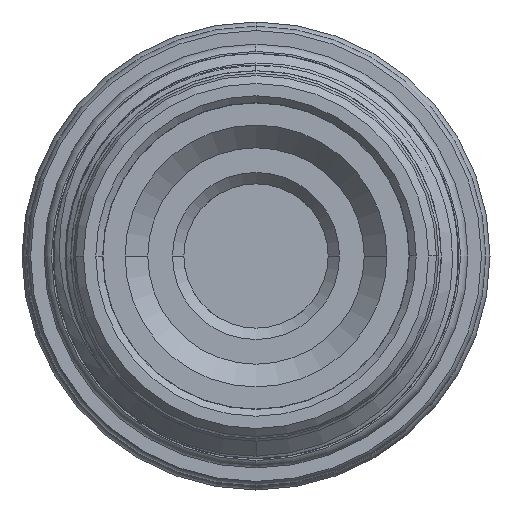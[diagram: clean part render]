
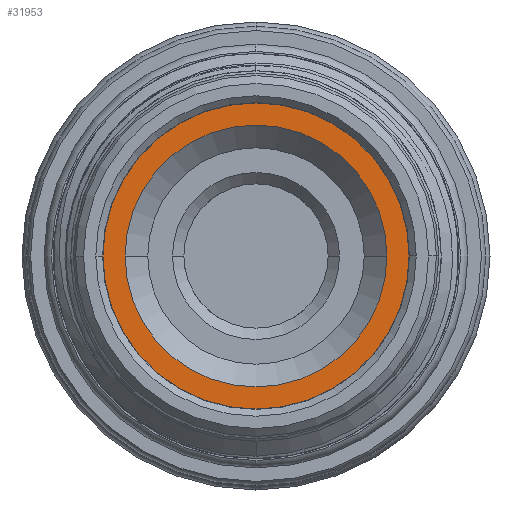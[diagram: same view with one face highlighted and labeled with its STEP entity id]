
A CAD part, left-side view. The second image highlights one B-rep face of the part: STEP entity #31953.
In plain terms, the highlighted planar face has unit normal (-1, 0, 0).
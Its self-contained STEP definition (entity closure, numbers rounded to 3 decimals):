
#822 = DIRECTION ( 'NONE',  ( 1., 0., 0. ) ) ;
#2240 = CARTESIAN_POINT ( 'NONE',  ( -29.508, 0., 0. ) ) ;
#2338 = DIRECTION ( 'NONE',  ( 1., 0., 0. ) ) ;
#2665 = DIRECTION ( 'NONE',  ( 0., -1., 0. ) ) ;
#2729 = DIRECTION ( 'NONE',  ( 0., -1., 0. ) ) ;
#3965 = AXIS2_PLACEMENT_3D ( 'NONE', #13298, #8421, #2729 ) ;
#4692 = CIRCLE ( 'NONE', #49585, 13.47 ) ;
#6409 = FACE_OUTER_BOUND ( 'NONE', #49261, .T. ) ;
#7231 = VERTEX_POINT ( 'NONE', #41887 ) ;
#7563 = EDGE_CURVE ( 'NONE', #10535, #7231, #4692, .T. ) ;
#8421 = DIRECTION ( 'NONE',  ( 1., 0., 0. ) ) ;
#9263 = ORIENTED_EDGE ( 'NONE', *, *, #19557, .T. ) ;
#9267 = EDGE_CURVE ( 'NONE', #32220, #21574, #47260, .T. ) ;
#10338 = CIRCLE ( 'NONE', #30004, 13.47 ) ;
#10535 = VERTEX_POINT ( 'NONE', #25432 ) ;
#10969 = CARTESIAN_POINT ( 'NONE',  ( -29.508, 0., 0. ) ) ;
#11956 = AXIS2_PLACEMENT_3D ( 'NONE', #2240, #37535, #2665 ) ;
#13298 = CARTESIAN_POINT ( 'NONE',  ( -29.508, 0., 0. ) ) ;
#17770 = DIRECTION ( 'NONE',  ( 1., 0., 0. ) ) ;
#19557 = EDGE_CURVE ( 'NONE', #21574, #32220, #25978, .T. ) ;
#19856 = FACE_BOUND ( 'NONE', #22154, .T. ) ;
#21574 = VERTEX_POINT ( 'NONE', #50443 ) ;
#22154 = EDGE_LOOP ( 'NONE', ( #49056, #9263 ) ) ;
#25432 = CARTESIAN_POINT ( 'NONE',  ( -29.508, 13.47, 0. ) ) ;
#25978 = CIRCLE ( 'NONE', #11956, 11.525 ) ;
#25992 = DIRECTION ( 'NONE',  ( 0., -1., 0. ) ) ;
#27426 = ORIENTED_EDGE ( 'NONE', *, *, #31954, .F. ) ;
#28020 = ORIENTED_EDGE ( 'NONE', *, *, #7563, .F. ) ;
#30004 = AXIS2_PLACEMENT_3D ( 'NONE', #62323, #17770, #57456 ) ;
#31953 = ADVANCED_FACE ( 'NONE', ( #19856, #6409 ), #63176, .F. ) ;
#31954 = EDGE_CURVE ( 'NONE', #7231, #10535, #10338, .T. ) ;
#32220 = VERTEX_POINT ( 'NONE', #33850 ) ;
#33850 = CARTESIAN_POINT ( 'NONE',  ( -29.508, 11.525, 0. ) ) ;
#34658 = AXIS2_PLACEMENT_3D ( 'NONE', #62964, #2338, #42529 ) ;
#37535 = DIRECTION ( 'NONE',  ( 1., 0., 0. ) ) ;
#41887 = CARTESIAN_POINT ( 'NONE',  ( -29.508, -13.47, 0. ) ) ;
#42529 = DIRECTION ( 'NONE',  ( 0., -1., 0. ) ) ;
#47260 = CIRCLE ( 'NONE', #3965, 11.525 ) ;
#49056 = ORIENTED_EDGE ( 'NONE', *, *, #9267, .T. ) ;
#49261 = EDGE_LOOP ( 'NONE', ( #27426, #28020 ) ) ;
#49585 = AXIS2_PLACEMENT_3D ( 'NONE', #10969, #822, #25992 ) ;
#50443 = CARTESIAN_POINT ( 'NONE',  ( -29.508, -11.525, 0. ) ) ;
#57456 = DIRECTION ( 'NONE',  ( 0., -1., 0. ) ) ;
#62323 = CARTESIAN_POINT ( 'NONE',  ( -29.508, 0., 0. ) ) ;
#62964 = CARTESIAN_POINT ( 'NONE',  ( -29.508, 0., -13.47 ) ) ;
#63176 = PLANE ( 'NONE',  #34658 ) ;
